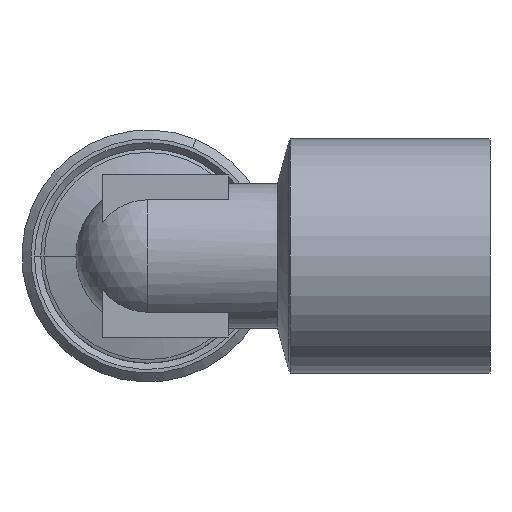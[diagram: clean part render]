
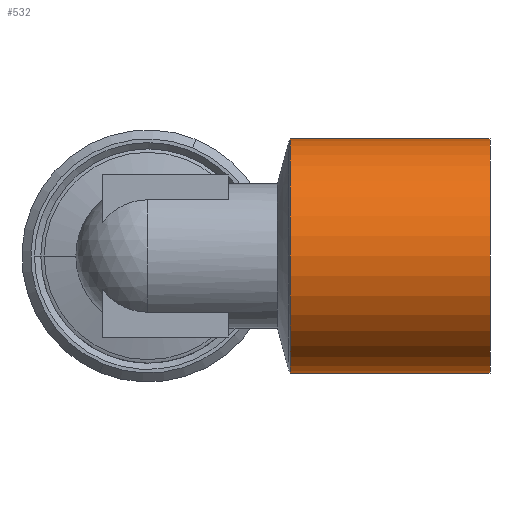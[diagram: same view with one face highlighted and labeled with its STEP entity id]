
A CAD part, left-side view. The second image highlights one B-rep face of the part: STEP entity #532.
In plain terms, the highlighted cylindrical face has radius 6.5 mm (diameter 13 mm), a partial arc.
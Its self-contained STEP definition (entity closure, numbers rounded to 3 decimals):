
#63=CYLINDRICAL_SURFACE('',#1191,6.5);
#84=FACE_OUTER_BOUND('',#151,.F.);
#151=EDGE_LOOP('',(#270,#271,#272,#273));
#270=ORIENTED_EDGE('',*,*,#846,.T.);
#271=ORIENTED_EDGE('',*,*,#970,.F.);
#272=ORIENTED_EDGE('',*,*,#848,.T.);
#273=ORIENTED_EDGE('',*,*,#969,.F.);
#532=ADVANCED_FACE('',(#84),#63,.T.);
#665=LINE('',#1907,#737);
#666=LINE('',#1908,#738);
#737=VECTOR('',#1414,11.099);
#738=VECTOR('',#1415,11.099);
#785=CIRCLE('',#1124,6.5);
#787=CIRCLE('',#1126,6.5);
#846=EDGE_CURVE('',#1082,#1081,#785,.T.);
#848=EDGE_CURVE('',#1080,#1079,#787,.T.);
#969=EDGE_CURVE('',#1082,#1079,#665,.T.);
#970=EDGE_CURVE('',#1080,#1081,#666,.T.);
#1079=VERTEX_POINT('',#1670);
#1080=VERTEX_POINT('',#1671);
#1081=VERTEX_POINT('',#1672);
#1082=VERTEX_POINT('',#1673);
#1124=AXIS2_PLACEMENT_3D('',#1686,#1264,#1265);
#1126=AXIS2_PLACEMENT_3D('',#1688,#1268,#1269);
#1191=AXIS2_PLACEMENT_3D('',#1945,#1470,#1471);
#1264=DIRECTION('',(0.,-1.,0.));
#1265=DIRECTION('',(0.,0.,1.));
#1268=DIRECTION('',(0.,1.,0.));
#1269=DIRECTION('',(0.,0.,-1.));
#1414=DIRECTION('',(0.,1.,0.));
#1415=DIRECTION('',(0.,-1.,0.));
#1470=DIRECTION('',(0.,1.,0.));
#1471=DIRECTION('',(0.087,0.,-0.996));
#1670=CARTESIAN_POINT('',(0.,12.099,6.5));
#1671=CARTESIAN_POINT('',(0.,12.099,-6.5));
#1672=CARTESIAN_POINT('',(0.,1.,-6.5));
#1673=CARTESIAN_POINT('',(0.,1.,6.5));
#1686=CARTESIAN_POINT('',(0.,1.,0.));
#1688=CARTESIAN_POINT('',(0.,12.099,0.));
#1907=CARTESIAN_POINT('',(0.,1.,6.5));
#1908=CARTESIAN_POINT('',(0.,12.099,-6.5));
#1945=CARTESIAN_POINT('',(0.,12.654,0.));
